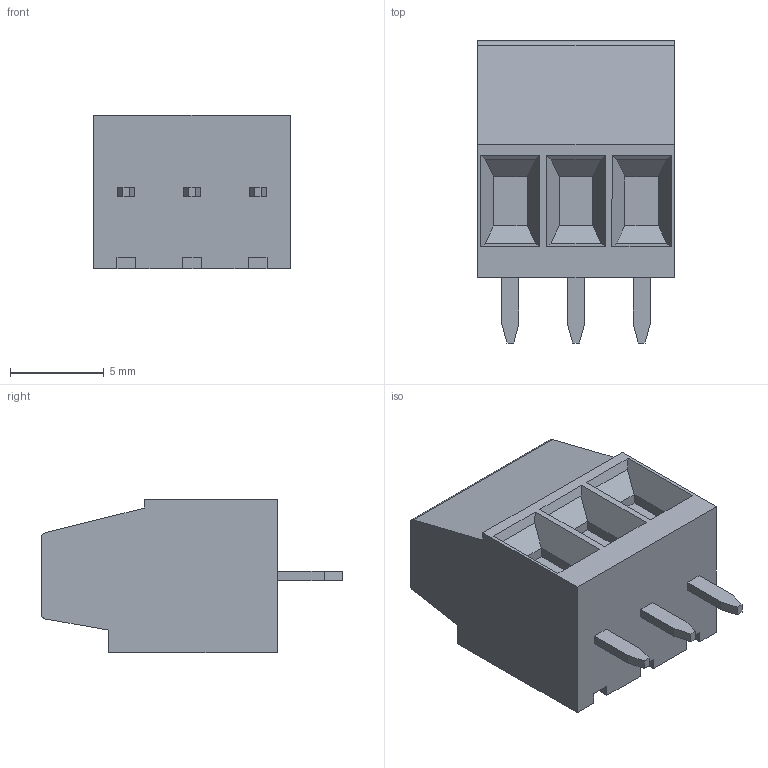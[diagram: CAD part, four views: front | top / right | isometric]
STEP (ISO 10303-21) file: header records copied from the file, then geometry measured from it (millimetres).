
FILE_DESCRIPTION(('STEP AP214'),'1');
FILE_NAME('MVS133-3,5-V-L.stp','2018-06-14T16:00:12',(' '),(' '),'Spatial InterOp 3D',' ',' ');
FILE_SCHEMA(('automotive_design'));
Length unit declared in the file: metre
Products named in the file (1): 1
Bounding box: 10.5 x 16.1 x 8.2 mm (x, y, z)
Volume: 861.7 mm3; surface area: 848.5 mm2
Topology: 1 solids, 1 shells, 186 faces, 516 edges, 338 vertices
Faces by surface type: plane 157, cylinder 23, cone 3, torus 3
Full cylindrical faces by diameter (mm): 2 x3, 2.1 x3, 2.8 x3, 3 x3
Entity records: 7338 total; most frequent: CARTESIAN_POINT 1122, ORIENTED_EDGE 978, DIRECTION 936, EDGE_CURVE 489, LINE 380, VECTOR 380, VERTEX_POINT 329, AXIS2_PLACEMENT_3D 278
